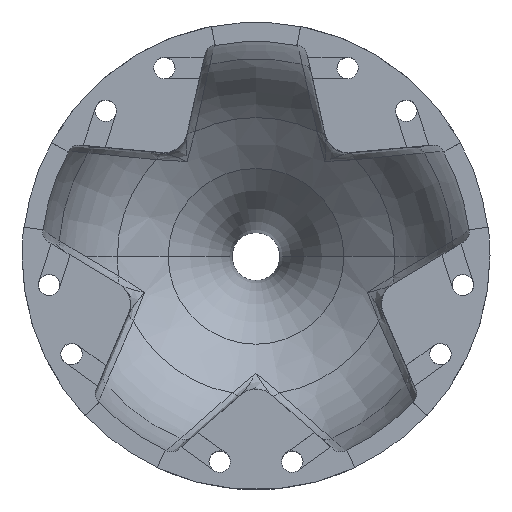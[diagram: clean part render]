
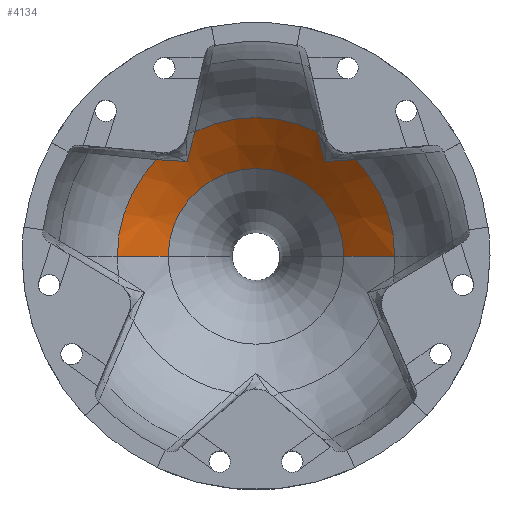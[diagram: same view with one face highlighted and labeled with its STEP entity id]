
A CAD part, top view. The second image highlights one B-rep face of the part: STEP entity #4134.
In plain terms, the highlighted conical face has half-angle 50 degrees and reference radius 15 mm.
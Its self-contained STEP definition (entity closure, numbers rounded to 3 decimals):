
#40 = ORIENTED_EDGE ( 'NONE', *, *, #2108, .T. ) ;
#56 = CARTESIAN_POINT ( 'NONE',  ( 7.358, 0., -23.471 ) ) ;
#58 = LINE ( 'NONE', #6447, #4530 ) ;
#77 = AXIS2_PLACEMENT_3D ( 'NONE', #84, #1155, #4281 ) ;
#84 = CARTESIAN_POINT ( 'NONE',  ( 0., 0., -19.897 ) ) ;
#136 = AXIS2_PLACEMENT_3D ( 'NONE', #3244, #6302, #5343 ) ;
#179 = ORIENTED_EDGE ( 'NONE', *, *, #6155, .T. ) ;
#301 = VERTEX_POINT ( 'NONE', #1918 ) ;
#324 = VERTEX_POINT ( 'NONE', #5076 ) ;
#368 = CARTESIAN_POINT ( 'NONE',  ( -5.545, 8.788, -20.944 ) ) ;
#369 = ORIENTED_EDGE ( 'NONE', *, *, #4531, .T. ) ;
#507 = CARTESIAN_POINT ( 'NONE',  ( -7.358, 0., -23.471 ) ) ;
#707 = ORIENTED_EDGE ( 'NONE', *, *, #5989, .T. ) ;
#933 = EDGE_CURVE ( 'NONE', #6146, #4603, #1149, .T. ) ;
#951 = DIRECTION ( 'NONE',  ( 0., 0., 1. ) ) ;
#983 = DIRECTION ( 'NONE',  ( 1., 0., 0. ) ) ;
#996 = ORIENTED_EDGE ( 'NONE', *, *, #6731, .T. ) ;
#1053 = LINE ( 'NONE', #6407, #1958 ) ;
#1149 = B_SPLINE_CURVE_WITH_KNOTS ( 'NONE', 3,
 ( #3233, #3265, #4268, #3298 ),
 .UNSPECIFIED., .F., .F.,
 ( 4, 4 ),
 ( 0., 0.003 ),
 .UNSPECIFIED. ) ;
#1155 = DIRECTION ( 'NONE',  ( 0., 0., 1. ) ) ;
#1227 = CARTESIAN_POINT ( 'NONE',  ( 5.768, 7.939, -21.411 ) ) ;
#1311 = ORIENTED_EDGE ( 'NONE', *, *, #3917, .F. ) ;
#1452 = AXIS2_PLACEMENT_3D ( 'NONE', #5147, #951, #3016 ) ;
#1584 = CARTESIAN_POINT ( 'NONE',  ( -8.333, 8.094, -19.897 ) ) ;
#1663 = CARTESIAN_POINT ( 'NONE',  ( -11.617, 0., -19.897 ) ) ;
#1918 = CARTESIAN_POINT ( 'NONE',  ( -8.333, 8.094, -19.897 ) ) ;
#1927 = VERTEX_POINT ( 'NONE', #56 ) ;
#1951 = CARTESIAN_POINT ( 'NONE',  ( -5.768, 7.939, -21.411 ) ) ;
#1958 = VECTOR ( 'NONE', #3279, 1000. ) ;
#2075 = VERTEX_POINT ( 'NONE', #3564 ) ;
#2108 = EDGE_CURVE ( 'NONE', #2964, #1927, #2407, .T. ) ;
#2152 = CARTESIAN_POINT ( 'NONE',  ( -5.123, 10.427, -19.897 ) ) ;
#2407 = CIRCLE ( 'NONE', #6694, 7.358 ) ;
#2788 = ORIENTED_EDGE ( 'NONE', *, *, #3296, .T. ) ;
#2804 = EDGE_CURVE ( 'NONE', #4603, #4756, #5400, .T. ) ;
#2929 = CIRCLE ( 'NONE', #6770, 11.617 ) ;
#2948 = CARTESIAN_POINT ( 'NONE',  ( 5.123, 10.427, -19.897 ) ) ;
#2964 = VERTEX_POINT ( 'NONE', #507 ) ;
#3007 = CARTESIAN_POINT ( 'NONE',  ( -5.123, 10.427, -19.897 ) ) ;
#3016 = DIRECTION ( 'NONE',  ( 1., 0., 0. ) ) ;
#3073 = CARTESIAN_POINT ( 'NONE',  ( 5.768, 7.939, -21.411 ) ) ;
#3114 = FACE_OUTER_BOUND ( 'NONE', #4801, .T. ) ;
#3123 = CARTESIAN_POINT ( 'NONE',  ( -5.768, 7.939, -21.411 ) ) ;
#3174 = ORIENTED_EDGE ( 'NONE', *, *, #3340, .T. ) ;
#3233 = CARTESIAN_POINT ( 'NONE',  ( 8.333, 8.094, -19.897 ) ) ;
#3244 = CARTESIAN_POINT ( 'NONE',  ( 0., 0., -19.897 ) ) ;
#3265 = CARTESIAN_POINT ( 'NONE',  ( 7.496, 8.041, -20.432 ) ) ;
#3279 = DIRECTION ( 'NONE',  ( 0.766, 0., 0.643 ) ) ;
#3296 = EDGE_CURVE ( 'NONE', #324, #6146, #2929, .T. ) ;
#3298 = CARTESIAN_POINT ( 'NONE',  ( 5.768, 7.939, -21.411 ) ) ;
#3316 = CONICAL_SURFACE ( 'NONE', #1452, 15., 0.873 ) ;
#3340 = EDGE_CURVE ( 'NONE', #4756, #6088, #5633, .T. ) ;
#3564 = CARTESIAN_POINT ( 'NONE',  ( -5.768, 7.939, -21.411 ) ) ;
#3594 = CARTESIAN_POINT ( 'NONE',  ( 0., 0., -19.897 ) ) ;
#3829 = ORIENTED_EDGE ( 'NONE', *, *, #933, .T. ) ;
#3917 = EDGE_CURVE ( 'NONE', #2964, #6594, #58, .T. ) ;
#4134 = ADVANCED_FACE ( 'NONE', ( #3114 ), #3316, .F. ) ;
#4135 = CARTESIAN_POINT ( 'NONE',  ( -5.331, 9.614, -20.432 ) ) ;
#4268 = CARTESIAN_POINT ( 'NONE',  ( 6.645, 7.99, -20.944 ) ) ;
#4281 = DIRECTION ( 'NONE',  ( 1., 0., 0. ) ) ;
#4454 = CARTESIAN_POINT ( 'NONE',  ( 5.545, 8.788, -20.944 ) ) ;
#4527 = CARTESIAN_POINT ( 'NONE',  ( 5.331, 9.614, -20.432 ) ) ;
#4530 = VECTOR ( 'NONE', #6384, 1000. ) ;
#4531 = EDGE_CURVE ( 'NONE', #6088, #2075, #4735, .T. ) ;
#4558 = DIRECTION ( 'NONE',  ( 0., 0., -1. ) ) ;
#4603 = VERTEX_POINT ( 'NONE', #3073 ) ;
#4659 = CARTESIAN_POINT ( 'NONE',  ( 0., 0., -23.471 ) ) ;
#4706 = CARTESIAN_POINT ( 'NONE',  ( -7.496, 8.041, -20.432 ) ) ;
#4735 = B_SPLINE_CURVE_WITH_KNOTS ( 'NONE', 3,
 ( #3007, #4135, #368, #1951 ),
 .UNSPECIFIED., .F., .F.,
 ( 4, 4 ),
 ( 0., 0.003 ),
 .UNSPECIFIED. ) ;
#4756 = VERTEX_POINT ( 'NONE', #6092 ) ;
#4798 = CARTESIAN_POINT ( 'NONE',  ( 8.333, 8.094, -19.897 ) ) ;
#4801 = EDGE_LOOP ( 'NONE', ( #1311, #40, #707, #2788, #3829, #5660, #3174, #369, #996, #179 ) ) ;
#4965 = B_SPLINE_CURVE_WITH_KNOTS ( 'NONE', 3,
 ( #3123, #6250, #4706, #1584 ),
 .UNSPECIFIED., .F., .F.,
 ( 4, 4 ),
 ( 0., 0.003 ),
 .UNSPECIFIED. ) ;
#5076 = CARTESIAN_POINT ( 'NONE',  ( 11.617, 0., -19.897 ) ) ;
#5147 = CARTESIAN_POINT ( 'NONE',  ( 0., 0., -17.059 ) ) ;
#5240 = CIRCLE ( 'NONE', #77, 11.617 ) ;
#5343 = DIRECTION ( 'NONE',  ( 1., 0., 0. ) ) ;
#5400 = B_SPLINE_CURVE_WITH_KNOTS ( 'NONE', 3,
 ( #1227, #4454, #4527, #2948 ),
 .UNSPECIFIED., .F., .F.,
 ( 4, 4 ),
 ( 0., 0.003 ),
 .UNSPECIFIED. ) ;
#5633 = CIRCLE ( 'NONE', #136, 11.617 ) ;
#5660 = ORIENTED_EDGE ( 'NONE', *, *, #2804, .T. ) ;
#5688 = DIRECTION ( 'NONE',  ( 0., 0., 1. ) ) ;
#5989 = EDGE_CURVE ( 'NONE', #1927, #324, #1053, .T. ) ;
#6088 = VERTEX_POINT ( 'NONE', #2152 ) ;
#6092 = CARTESIAN_POINT ( 'NONE',  ( 5.123, 10.427, -19.897 ) ) ;
#6146 = VERTEX_POINT ( 'NONE', #4798 ) ;
#6155 = EDGE_CURVE ( 'NONE', #301, #6594, #5240, .T. ) ;
#6174 = DIRECTION ( 'NONE',  ( -1., 0., 0. ) ) ;
#6250 = CARTESIAN_POINT ( 'NONE',  ( -6.645, 7.99, -20.944 ) ) ;
#6302 = DIRECTION ( 'NONE',  ( 0., 0., 1. ) ) ;
#6384 = DIRECTION ( 'NONE',  ( -0.766, 0., 0.643 ) ) ;
#6407 = CARTESIAN_POINT ( 'NONE',  ( 15., 0., -17.059 ) ) ;
#6447 = CARTESIAN_POINT ( 'NONE',  ( -15., 0., -17.059 ) ) ;
#6594 = VERTEX_POINT ( 'NONE', #1663 ) ;
#6694 = AXIS2_PLACEMENT_3D ( 'NONE', #4659, #4558, #6174 ) ;
#6731 = EDGE_CURVE ( 'NONE', #2075, #301, #4965, .T. ) ;
#6770 = AXIS2_PLACEMENT_3D ( 'NONE', #3594, #5688, #983 ) ;
